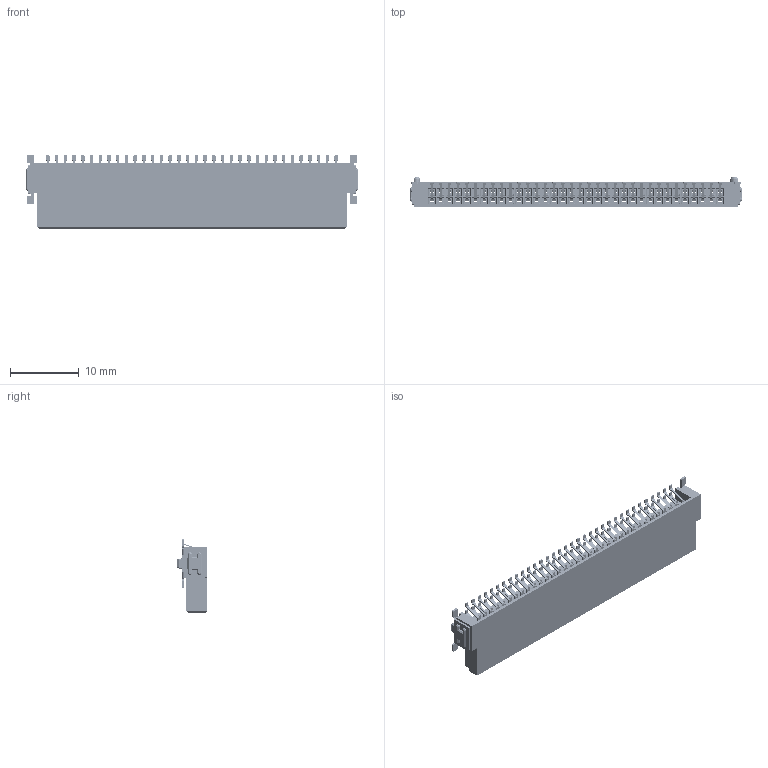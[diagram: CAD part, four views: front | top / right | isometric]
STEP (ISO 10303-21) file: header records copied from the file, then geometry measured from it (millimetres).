
FILE_DESCRIPTION(/* description */ (''),/* implementation_level */ '2;1');
FILE_NAME(/* name */ '9012-68-1-60-TR.stp',/* time_stamp */ '2017-01-19T08:38:53+01:00',/* author */ ('andreas.larin'),/* organization */ (''),/* preprocessor_version */ 'ST-DEVELOPER v15.6',/* originating_system */ 'Autodesk Inventor 2015',/* authorisation */ '');
FILE_SCHEMA (('AUTOMOTIVE_DESIGN { 1 0 10303 214 3 1 1 }'));
Length unit declared in the file: millimetre
Products named in the file (5): T-9012-2-00-U; T-9012-2-00-D; T-9012-R-1-00; I-9012-68-1-3; 9012-68-1-60-TR
Bounding box: 48.26 x 4.42 x 10.8 mm (x, y, z)
Volume: 905.9 mm3; surface area: 5423.6 mm2
Topology: 71 solids, 71 shells, 11082 faces, 28156 edges, 17255 vertices
Faces by surface type: plane 7020, cylinder 4030, cone 22, torus 6, bspline 4
Entity records: 47284 total; most frequent: CARTESIAN_POINT 8307, ORIENTED_EDGE 8040, DIRECTION 7686, EDGE_CURVE 4020, LINE 3614, VECTOR 3614, VERTEX_POINT 2489, AXIS2_PLACEMENT_3D 2036
